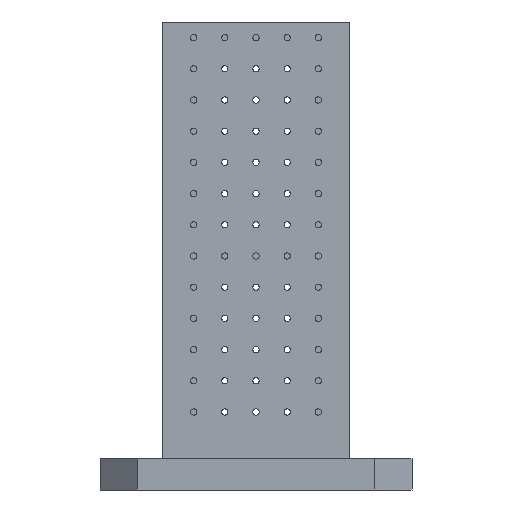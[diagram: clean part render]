
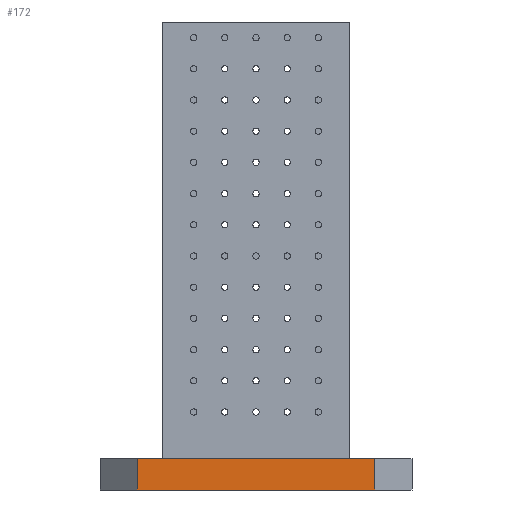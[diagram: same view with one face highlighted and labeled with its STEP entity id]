
A CAD part, left-side view. The second image highlights one B-rep face of the part: STEP entity #172.
In plain terms, the highlighted planar face has unit normal (-1, 0, 0).
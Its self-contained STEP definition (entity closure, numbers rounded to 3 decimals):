
#172 = ADVANCED_FACE( '', ( #1081 ), #1082, .F. );
#1081 = FACE_OUTER_BOUND( '', #2956, .T. );
#1082 = PLANE( '', #2957 );
#2956 = EDGE_LOOP( '', ( #5503, #5504, #5505, #5506 ) );
#2957 = AXIS2_PLACEMENT_3D( '', #5507, #5508, #5509 );
#5503 = ORIENTED_EDGE( '', *, *, #8606, .F. );
#5504 = ORIENTED_EDGE( '', *, *, #8589, .T. );
#5505 = ORIENTED_EDGE( '', *, *, #8319, .T. );
#5506 = ORIENTED_EDGE( '', *, *, #8051, .T. );
#5507 = CARTESIAN_POINT( '', ( -250., 250., 50. ) );
#5508 = DIRECTION( '', ( 1., 0., 0. ) );
#5509 = DIRECTION( '', ( 0., 1., 0. ) );
#8051 = EDGE_CURVE( '', #9049, #9046, #9050, .T. );
#8319 = EDGE_CURVE( '', #9541, #9049, #9542, .T. );
#8589 = EDGE_CURVE( '', #10014, #9541, #10017, .T. );
#8606 = EDGE_CURVE( '', #10014, #9046, #10045, .T. );
#9046 = VERTEX_POINT( '', #10826 );
#9049 = VERTEX_POINT( '', #10830 );
#9050 = LINE( '', #10831, #10832 );
#9541 = VERTEX_POINT( '', #11426 );
#9542 = LINE( '', #11427, #11428 );
#10014 = VERTEX_POINT( '', #11998 );
#10017 = LINE( '', #12003, #12004 );
#10045 = LINE( '', #12039, #12040 );
#10826 = CARTESIAN_POINT( '', ( -250., -190., 50. ) );
#10830 = CARTESIAN_POINT( '', ( -250., -190., 0. ) );
#10831 = CARTESIAN_POINT( '', ( -250., -190., 50. ) );
#10832 = VECTOR( '', #12843, 1000. );
#11426 = CARTESIAN_POINT( '', ( -250., 190., 0. ) );
#11427 = CARTESIAN_POINT( '', ( -250., 250., 0. ) );
#11428 = VECTOR( '', #13439, 1000. );
#11998 = CARTESIAN_POINT( '', ( -250., 190., 50. ) );
#12003 = CARTESIAN_POINT( '', ( -250., 190., 50. ) );
#12004 = VECTOR( '', #14047, 1000. );
#12039 = CARTESIAN_POINT( '', ( -250., 250., 50. ) );
#12040 = VECTOR( '', #14082, 1000. );
#12843 = DIRECTION( '', ( 0., 0., 1. ) );
#13439 = DIRECTION( '', ( 0., -1., 0. ) );
#14047 = DIRECTION( '', ( 0., 0., -1. ) );
#14082 = DIRECTION( '', ( 0., -1., 0. ) );
